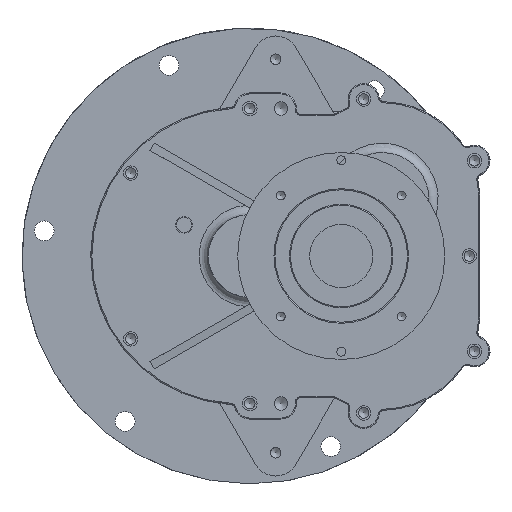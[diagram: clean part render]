
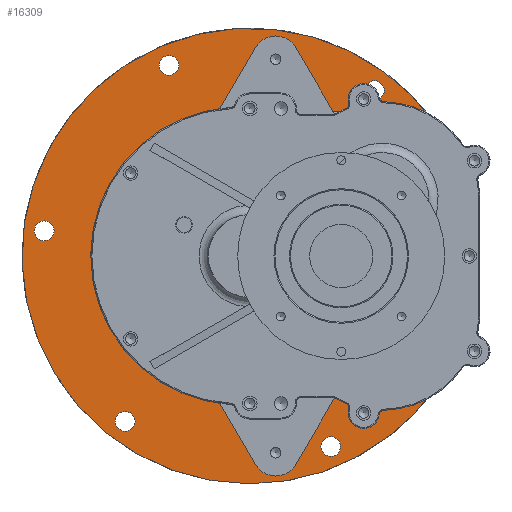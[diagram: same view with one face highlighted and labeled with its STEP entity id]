
A CAD part, left-side view. The second image highlights one B-rep face of the part: STEP entity #16309.
In plain terms, the highlighted planar face has unit normal (-1, 0, 0).
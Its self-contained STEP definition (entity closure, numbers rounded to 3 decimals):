
#86 = CARTESIAN_POINT ( 'NONE',  ( -24., 120.363, -159.727 ) ) ;
#193 = DIRECTION ( 'NONE',  ( 0., 0.864, -0.503 ) ) ;
#220 = ORIENTED_EDGE ( 'NONE', *, *, #5781, .T. ) ;
#401 = DIRECTION ( 'NONE',  ( -1., 0., 0. ) ) ;
#636 = CARTESIAN_POINT ( 'NONE',  ( -24., 0., 139.5 ) ) ;
#637 = EDGE_CURVE ( 'NONE', #15744, #16866, #5831, .T. ) ;
#698 = CARTESIAN_POINT ( 'NONE',  ( -24., 198.509, 33.874 ) ) ;
#745 = CARTESIAN_POINT ( 'NONE',  ( -24., 198.509, 24.374 ) ) ;
#820 = VERTEX_POINT ( 'NONE', #19793 ) ;
#1051 = EDGE_LOOP ( 'NONE', ( #17447 ) ) ;
#1266 = DIRECTION ( 'NONE',  ( -1., 0., 0. ) ) ;
#1681 = ORIENTED_EDGE ( 'NONE', *, *, #10995, .F. ) ;
#1777 = ORIENTED_EDGE ( 'NONE', *, *, #21488, .T. ) ;
#1805 = EDGE_CURVE ( 'NONE', #5286, #5286, #22708, .T. ) ;
#1829 = AXIS2_PLACEMENT_3D ( 'NONE', #9679, #11233, #16923 ) ;
#2063 = VECTOR ( 'NONE', #18728, 1000. ) ;
#2257 = DIRECTION ( 'NONE',  ( -1., 0., 0. ) ) ;
#2325 = VECTOR ( 'NONE', #9009, 1000. ) ;
#2681 = CARTESIAN_POINT ( 'NONE',  ( -24., 0., 0. ) ) ;
#2962 = DIRECTION ( 'NONE',  ( 0., 0., 1. ) ) ;
#2965 = CIRCLE ( 'NONE', #5970, 88. ) ;
#3050 = DIRECTION ( 'NONE',  ( 0., 0., 1. ) ) ;
#3098 = LINE ( 'NONE', #13425, #10800 ) ;
#3273 = FACE_BOUND ( 'NONE', #20424, .T. ) ;
#3382 = DIRECTION ( 'NONE',  ( 0., 0., 1. ) ) ;
#3499 = DIRECTION ( 'NONE',  ( 0., 0., 1. ) ) ;
#3918 = CARTESIAN_POINT ( 'NONE',  ( -24., -180.987, 125.075 ) ) ;
#4040 = CARTESIAN_POINT ( 'NONE',  ( -24., -103.815, 139.5 ) ) ;
#4301 = CIRCLE ( 'NONE', #19059, 9.5 ) ;
#4974 = DIRECTION ( 'NONE',  ( 0., 0., 1. ) ) ;
#5286 = VERTEX_POINT ( 'NONE', #6937 ) ;
#5515 = AXIS2_PLACEMENT_3D ( 'NONE', #9146, #21688, #3382 ) ;
#5719 = CARTESIAN_POINT ( 'NONE',  ( -24., 10., -139.5 ) ) ;
#5781 = EDGE_CURVE ( 'NONE', #8637, #14925, #6710, .T. ) ;
#5831 = LINE ( 'NONE', #11150, #2325 ) ;
#5845 = EDGE_CURVE ( 'NONE', #5914, #15744, #16371, .T. ) ;
#5914 = VERTEX_POINT ( 'NONE', #11026 ) ;
#5970 = AXIS2_PLACEMENT_3D ( 'NONE', #6714, #20795, #18949 ) ;
#6086 = VERTEX_POINT ( 'NONE', #698 ) ;
#6710 = CIRCLE ( 'NONE', #1829, 88. ) ;
#6714 = CARTESIAN_POINT ( 'NONE',  ( -24., -127.93, 54.869 ) ) ;
#6731 = EDGE_LOOP ( 'NONE', ( #16299 ) ) ;
#6937 = CARTESIAN_POINT ( 'NONE',  ( -24., -120.363, 169.227 ) ) ;
#7386 = PLANE ( 'NONE',  #5515 ) ;
#7485 = CARTESIAN_POINT ( 'NONE',  ( -24., -43.509, -139.093 ) ) ;
#7637 = VERTEX_POINT ( 'NONE', #22051 ) ;
#7686 = CARTESIAN_POINT ( 'NONE',  ( -24., -173., -20.714 ) ) ;
#7912 = ORIENTED_EDGE ( 'NONE', *, *, #5845, .T. ) ;
#7917 = DIRECTION ( 'NONE',  ( 0., 0., 1. ) ) ;
#7983 = CARTESIAN_POINT ( 'NONE',  ( -24., 120.363, -150.227 ) ) ;
#8194 = DIRECTION ( 'NONE',  ( 0., 0., 1. ) ) ;
#8202 = VECTOR ( 'NONE', #193, 1000. ) ;
#8325 = DIRECTION ( 'NONE',  ( 1., 0., 0. ) ) ;
#8386 = EDGE_LOOP ( 'NONE', ( #16136 ) ) ;
#8637 = VERTEX_POINT ( 'NONE', #22337 ) ;
#8673 = FACE_BOUND ( 'NONE', #1051, .T. ) ;
#8798 = EDGE_CURVE ( 'NONE', #7637, #7637, #21905, .T. ) ;
#9009 = DIRECTION ( 'NONE',  ( 0., 1., 0. ) ) ;
#9047 = CIRCLE ( 'NONE', #21143, 9.5 ) ;
#9146 = CARTESIAN_POINT ( 'NONE',  ( -24., 0., 0. ) ) ;
#9472 = EDGE_CURVE ( 'NONE', #20300, #20300, #9047, .T. ) ;
#9530 = AXIS2_PLACEMENT_3D ( 'NONE', #17448, #1266, #8194 ) ;
#9679 = CARTESIAN_POINT ( 'NONE',  ( -24., -127.93, 54.869 ) ) ;
#9983 = DIRECTION ( 'NONE',  ( 0., 0., -1. ) ) ;
#10233 = CARTESIAN_POINT ( 'NONE',  ( -24., 10., 0. ) ) ;
#10378 = ORIENTED_EDGE ( 'NONE', *, *, #13746, .T. ) ;
#10386 = ORIENTED_EDGE ( 'NONE', *, *, #637, .T. ) ;
#10417 = AXIS2_PLACEMENT_3D ( 'NONE', #10500, #17764, #4974 ) ;
#10445 = FACE_BOUND ( 'NONE', #16993, .T. ) ;
#10500 = CARTESIAN_POINT ( 'NONE',  ( -24., 78.146, 184.101 ) ) ;
#10714 = AXIS2_PLACEMENT_3D ( 'NONE', #10233, #17835, #3050 ) ;
#10800 = VECTOR ( 'NONE', #12207, 1000. ) ;
#10995 = EDGE_CURVE ( 'NONE', #6086, #6086, #12489, .T. ) ;
#11026 = CARTESIAN_POINT ( 'NONE',  ( -24., -173., -63.725 ) ) ;
#11150 = CARTESIAN_POINT ( 'NONE',  ( -24., 10., -139.5 ) ) ;
#11170 = AXIS2_PLACEMENT_3D ( 'NONE', #2681, #8325, #9983 ) ;
#11233 = DIRECTION ( 'NONE',  ( 1., 0., 0. ) ) ;
#11518 = ORIENTED_EDGE ( 'NONE', *, *, #20226, .F. ) ;
#12013 = CARTESIAN_POINT ( 'NONE',  ( -24., -78.146, -174.601 ) ) ;
#12207 = DIRECTION ( 'NONE',  ( 0., 0., -1. ) ) ;
#12489 = CIRCLE ( 'NONE', #14021, 9.5 ) ;
#12526 = EDGE_LOOP ( 'NONE', ( #1681 ) ) ;
#12580 = ORIENTED_EDGE ( 'NONE', *, *, #15006, .T. ) ;
#13369 = DIRECTION ( 'NONE',  ( 0., 0., 1. ) ) ;
#13425 = CARTESIAN_POINT ( 'NONE',  ( -24., -173., -62. ) ) ;
#13733 = LINE ( 'NONE', #636, #2063 ) ;
#13746 = EDGE_CURVE ( 'NONE', #16866, #820, #17560, .T. ) ;
#14021 = AXIS2_PLACEMENT_3D ( 'NONE', #745, #401, #7917 ) ;
#14519 = FACE_BOUND ( 'NONE', #8386, .T. ) ;
#14752 = CARTESIAN_POINT ( 'NONE',  ( -24., -42.809, -139.5 ) ) ;
#14920 = CARTESIAN_POINT ( 'NONE',  ( -24., -78.146, -184.101 ) ) ;
#14925 = VERTEX_POINT ( 'NONE', #7686 ) ;
#15006 = EDGE_CURVE ( 'NONE', #820, #20783, #13733, .T. ) ;
#15288 = ORIENTED_EDGE ( 'NONE', *, *, #9472, .F. ) ;
#15625 = DIRECTION ( 'NONE',  ( -1., 0., 0. ) ) ;
#15744 = VERTEX_POINT ( 'NONE', #14752 ) ;
#16136 = ORIENTED_EDGE ( 'NONE', *, *, #20607, .F. ) ;
#16299 = ORIENTED_EDGE ( 'NONE', *, *, #8798, .F. ) ;
#16309 = ADVANCED_FACE ( 'NONE', ( #19486, #3273, #20994, #10445, #14519, #19599, #8673 ), #7386, .T. ) ;
#16371 = LINE ( 'NONE', #7485, #8202 ) ;
#16866 = VERTEX_POINT ( 'NONE', #5719 ) ;
#16923 = DIRECTION ( 'NONE',  ( 0., 0., 1. ) ) ;
#16993 = EDGE_LOOP ( 'NONE', ( #15288 ) ) ;
#17447 = ORIENTED_EDGE ( 'NONE', *, *, #1805, .F. ) ;
#17448 = CARTESIAN_POINT ( 'NONE',  ( -24., -120.363, 159.727 ) ) ;
#17560 = CIRCLE ( 'NONE', #10714, 139.5 ) ;
#17623 = CIRCLE ( 'NONE', #11170, 220. ) ;
#17764 = DIRECTION ( 'NONE',  ( -1., 0., 0. ) ) ;
#17835 = DIRECTION ( 'NONE',  ( 1., 0., 0. ) ) ;
#18728 = DIRECTION ( 'NONE',  ( 0., -1., 0. ) ) ;
#18949 = DIRECTION ( 'NONE',  ( 0., 0., 1. ) ) ;
#19059 = AXIS2_PLACEMENT_3D ( 'NONE', #14920, #2257, #13369 ) ;
#19102 = ORIENTED_EDGE ( 'NONE', *, *, #20564, .T. ) ;
#19478 = VERTEX_POINT ( 'NONE', #19591 ) ;
#19486 = FACE_OUTER_BOUND ( 'NONE', #19683, .T. ) ;
#19527 = EDGE_CURVE ( 'NONE', #22599, #22599, #4301, .T. ) ;
#19591 = CARTESIAN_POINT ( 'NONE',  ( -24., 78.146, 193.601 ) ) ;
#19599 = FACE_BOUND ( 'NONE', #12526, .T. ) ;
#19683 = EDGE_LOOP ( 'NONE', ( #11518, #220, #19102, #7912, #10386, #10378, #12580, #1777 ) ) ;
#19793 = CARTESIAN_POINT ( 'NONE',  ( -24., 10., 139.5 ) ) ;
#20226 = EDGE_CURVE ( 'NONE', #8637, #21911, #17623, .T. ) ;
#20300 = VERTEX_POINT ( 'NONE', #7983 ) ;
#20424 = EDGE_LOOP ( 'NONE', ( #21763 ) ) ;
#20564 = EDGE_CURVE ( 'NONE', #14925, #5914, #3098, .T. ) ;
#20607 = EDGE_CURVE ( 'NONE', #19478, #19478, #20633, .T. ) ;
#20633 = CIRCLE ( 'NONE', #10417, 9.5 ) ;
#20783 = VERTEX_POINT ( 'NONE', #4040 ) ;
#20795 = DIRECTION ( 'NONE',  ( 1., 0., 0. ) ) ;
#20994 = FACE_BOUND ( 'NONE', #6731, .T. ) ;
#21143 = AXIS2_PLACEMENT_3D ( 'NONE', #86, #21791, #3499 ) ;
#21203 = AXIS2_PLACEMENT_3D ( 'NONE', #21392, #15625, #2962 ) ;
#21392 = CARTESIAN_POINT ( 'NONE',  ( -24., -198.509, -24.374 ) ) ;
#21488 = EDGE_CURVE ( 'NONE', #20783, #21911, #2965, .T. ) ;
#21688 = DIRECTION ( 'NONE',  ( -1., 0., 0. ) ) ;
#21763 = ORIENTED_EDGE ( 'NONE', *, *, #19527, .F. ) ;
#21791 = DIRECTION ( 'NONE',  ( -1., 0., 0. ) ) ;
#21905 = CIRCLE ( 'NONE', #21203, 9.5 ) ;
#21911 = VERTEX_POINT ( 'NONE', #3918 ) ;
#22051 = CARTESIAN_POINT ( 'NONE',  ( -24., -198.509, -14.874 ) ) ;
#22337 = CARTESIAN_POINT ( 'NONE',  ( -24., -215.366, 44.918 ) ) ;
#22599 = VERTEX_POINT ( 'NONE', #12013 ) ;
#22708 = CIRCLE ( 'NONE', #9530, 9.5 ) ;
